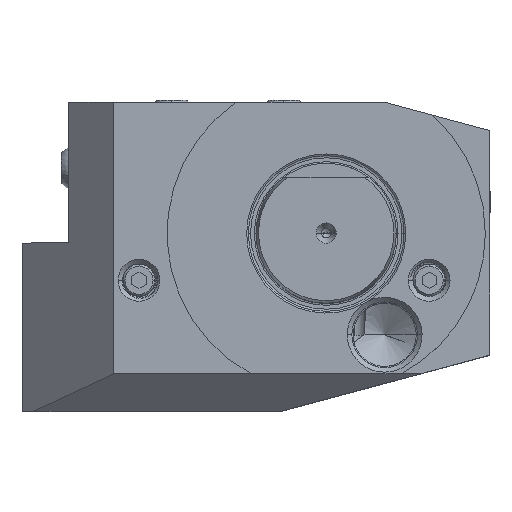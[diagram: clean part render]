
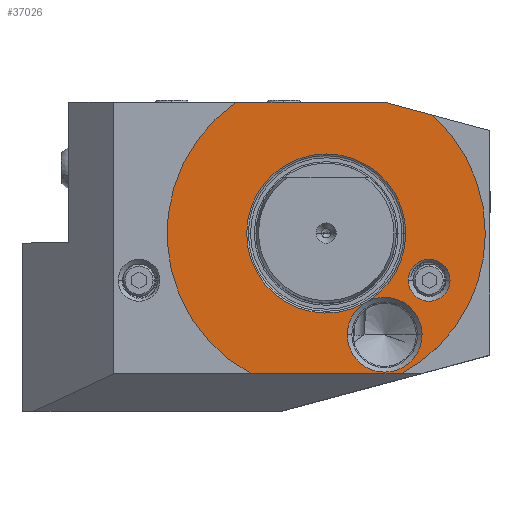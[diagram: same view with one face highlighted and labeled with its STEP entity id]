
A CAD part, top view. The second image highlights one B-rep face of the part: STEP entity #37026.
In plain terms, the highlighted planar face has unit normal (0, 0, 1).
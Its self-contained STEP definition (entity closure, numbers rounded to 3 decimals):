
#9719 = EDGE_CURVE ( 'NONE', #35235, #35211, #33777, .T. ) ;
#14247 = CARTESIAN_POINT ( 'NONE',  ( 3.595, 30.415, -55. ) ) ;
#14254 = DIRECTION ( 'NONE',  ( 0.966, -0.259, 0. ) ) ;
#14312 = DIRECTION ( 'NONE',  ( 1., 0., 0. ) ) ;
#14331 = CARTESIAN_POINT ( 'NONE',  ( 0., 28., -55. ) ) ;
#14375 = CARTESIAN_POINT ( 'NONE',  ( 12.49, -21.633, -55. ) ) ;
#14378 = DIRECTION ( 'NONE',  ( -1., 0., 0. ) ) ;
#14401 = DIRECTION ( 'NONE',  ( 0., 0., -1. ) ) ;
#14449 = DIRECTION ( 'NONE',  ( 0., 0., -1. ) ) ;
#14468 = CARTESIAN_POINT ( 'NONE',  ( 12.49, -21.633, -55. ) ) ;
#14471 = DIRECTION ( 'NONE',  ( -1., 0., 0. ) ) ;
#14475 = CARTESIAN_POINT ( 'NONE',  ( 0., -30., -55. ) ) ;
#14478 = DIRECTION ( 'NONE',  ( 1., 0., 0. ) ) ;
#14487 = DIRECTION ( 'NONE',  ( 0., 0., 1. ) ) ;
#14491 = DIRECTION ( 'NONE',  ( 1., 0., 0. ) ) ;
#14495 = CARTESIAN_POINT ( 'NONE',  ( 0., 0., -55. ) ) ;
#14499 = DIRECTION ( 'NONE',  ( 1., 0., 0. ) ) ;
#14508 = DIRECTION ( 'NONE',  ( 0., 0., 1. ) ) ;
#14513 = CARTESIAN_POINT ( 'NONE',  ( 0., 0., -55. ) ) ;
#14539 = DIRECTION ( 'NONE',  ( 0., 0., 1. ) ) ;
#14566 = CARTESIAN_POINT ( 'NONE',  ( 0., 0., -55. ) ) ;
#14569 = DIRECTION ( 'NONE',  ( 1., 0., 0. ) ) ;
#24168 = AXIS2_PLACEMENT_3D ( 'NONE', #38230, #38231, #38221 ) ;
#24170 = AXIS2_PLACEMENT_3D ( 'NONE', #38194, #38214, #38193 ) ;
#24179 = AXIS2_PLACEMENT_3D ( 'NONE', #38379, #38344, #38345 ) ;
#24195 = AXIS2_PLACEMENT_3D ( 'NONE', #38299, #38325, #38305 ) ;
#25062 = AXIS2_PLACEMENT_3D ( 'NONE', #43579, #43561, #43593 ) ;
#31726 = CARTESIAN_POINT ( 'NONE',  ( 4.49, -21.633, -55. ) ) ;
#31838 = CARTESIAN_POINT ( 'NONE',  ( 20.49, -21.633, -55. ) ) ;
#31892 = CARTESIAN_POINT ( 'NONE',  ( 8.901, -14.484, -55. ) ) ;
#31894 = CARTESIAN_POINT ( 'NONE',  ( 16., -30., -55. ) ) ;
#31908 = CARTESIAN_POINT ( 'NONE',  ( 17., 0., -55. ) ) ;
#31956 = CARTESIAN_POINT ( 'NONE',  ( 8.093, -14.95, -55. ) ) ;
#31978 = CARTESIAN_POINT ( 'NONE',  ( -17., 0., -55. ) ) ;
#33208 = CARTESIAN_POINT ( 'NONE',  ( 34., 0., -55. ) ) ;
#33777 = CIRCLE ( 'NONE', #45792, 4.475 ) ;
#33938 = EDGE_CURVE ( 'NONE', #35211, #35235, #46019, .T. ) ;
#33961 = EDGE_CURVE ( 'NONE', #35374, #35417, #45982, .T. ) ;
#34003 = EDGE_CURVE ( 'NONE', #35333, #35374, #46002, .T. ) ;
#34016 = EDGE_CURVE ( 'NONE', #57830, #57936, #45953, .T. ) ;
#34054 = EDGE_CURVE ( 'NONE', #57913, #57896, #46021, .T. ) ;
#34066 = EDGE_CURVE ( 'NONE', #35377, #57922, #46052, .T. ) ;
#34068 = EDGE_CURVE ( 'NONE', #57371, #35417, #46053, .T. ) ;
#34070 = EDGE_CURVE ( 'NONE', #57892, #57930, #46081, .T. ) ;
#34083 = EDGE_CURVE ( 'NONE', #35333, #35377, #46041, .T. ) ;
#34704 = EDGE_LOOP ( 'NONE', ( #63859, #63908, #63866, #63822, #63948, #63848 ) ) ;
#34713 = EDGE_LOOP ( 'NONE', ( #63708, #63775, #63799, #63896, #63901, #63882 ) ) ;
#34743 = EDGE_LOOP ( 'NONE', ( #63927, #63806 ) ) ;
#35211 = VERTEX_POINT ( 'NONE', #38020 ) ;
#35235 = VERTEX_POINT ( 'NONE', #38111 ) ;
#35333 = VERTEX_POINT ( 'NONE', #38150 ) ;
#35374 = VERTEX_POINT ( 'NONE', #38138 ) ;
#35377 = VERTEX_POINT ( 'NONE', #38167 ) ;
#35417 = VERTEX_POINT ( 'NONE', #38158 ) ;
#36096 = EDGE_CURVE ( 'NONE', #57913, #57892, #46768, .T. ) ;
#36107 = EDGE_CURVE ( 'NONE', #57930, #57936, #46872, .T. ) ;
#36136 = EDGE_CURVE ( 'NONE', #57896, #57830, #46895, .T. ) ;
#36151 = EDGE_CURVE ( 'NONE', #57922, #57371, #46976, .T. ) ;
#37026 = ADVANCED_FACE ( 'NONE', ( #39582, #39561, #39542 ), #43510, .F. ) ;
#38020 = CARTESIAN_POINT ( 'NONE',  ( 17.525, -10., -55. ) ) ;
#38111 = CARTESIAN_POINT ( 'NONE',  ( 26.475, -10., -55. ) ) ;
#38138 = CARTESIAN_POINT ( 'NONE',  ( 12.608, 28., -55. ) ) ;
#38150 = CARTESIAN_POINT ( 'NONE',  ( -19.287, 28., -55. ) ) ;
#38158 = CARTESIAN_POINT ( 'NONE',  ( 22.726, 25.289, -55. ) ) ;
#38167 = CARTESIAN_POINT ( 'NONE',  ( -16., -30., -55. ) ) ;
#38193 = DIRECTION ( 'NONE',  ( 1., 0., 0. ) ) ;
#38194 = CARTESIAN_POINT ( 'NONE',  ( 0., 0., -55. ) ) ;
#38214 = DIRECTION ( 'NONE',  ( 0., 0., 1. ) ) ;
#38221 = DIRECTION ( 'NONE',  ( 1., 0., 0. ) ) ;
#38230 = CARTESIAN_POINT ( 'NONE',  ( 0., 0., -55. ) ) ;
#38231 = DIRECTION ( 'NONE',  ( 0., 0., 1. ) ) ;
#38299 = CARTESIAN_POINT ( 'NONE',  ( 12.49, -21.633, -55. ) ) ;
#38305 = DIRECTION ( 'NONE',  ( -1., 0., 0. ) ) ;
#38325 = DIRECTION ( 'NONE',  ( 0., 0., -1. ) ) ;
#38344 = DIRECTION ( 'NONE',  ( 0., 0., 1. ) ) ;
#38345 = DIRECTION ( 'NONE',  ( 1., 0., 0. ) ) ;
#38379 = CARTESIAN_POINT ( 'NONE',  ( 0., 0., -55. ) ) ;
#39542 = FACE_OUTER_BOUND ( 'NONE', #34713, .T. ) ;
#39561 = FACE_BOUND ( 'NONE', #34704, .T. ) ;
#39582 = FACE_BOUND ( 'NONE', #34743, .T. ) ;
#43510 = PLANE ( 'NONE',  #25062 ) ;
#43561 = DIRECTION ( 'NONE',  ( 0., 0., -1. ) ) ;
#43579 = CARTESIAN_POINT ( 'NONE',  ( 0., 17., -55. ) ) ;
#43593 = DIRECTION ( 'NONE',  ( -1., 0., 0. ) ) ;
#45191 = AXIS2_PLACEMENT_3D ( 'NONE', #14468, #14449, #14471 ) ;
#45193 = AXIS2_PLACEMENT_3D ( 'NONE', #14566, #14539, #14569 ) ;
#45205 = AXIS2_PLACEMENT_3D ( 'NONE', #14495, #14487, #14499 ) ;
#45224 = AXIS2_PLACEMENT_3D ( 'NONE', #14513, #14508, #14491 ) ;
#45792 = AXIS2_PLACEMENT_3D ( 'NONE', #71827, #71846, #71852 ) ;
#45953 = CIRCLE ( 'NONE', #46147, 8. ) ;
#45954 = VECTOR ( 'NONE', #14312, 1000. ) ;
#45982 = LINE ( 'NONE', #14247, #46018 ) ;
#46002 = LINE ( 'NONE', #14331, #45954 ) ;
#46018 = VECTOR ( 'NONE', #14254, 1000. ) ;
#46019 = CIRCLE ( 'NONE', #46190, 4.475 ) ;
#46021 = CIRCLE ( 'NONE', #45191, 8. ) ;
#46035 = VECTOR ( 'NONE', #14478, 1000. ) ;
#46041 = CIRCLE ( 'NONE', #45193, 34. ) ;
#46052 = LINE ( 'NONE', #14475, #46035 ) ;
#46053 = CIRCLE ( 'NONE', #45205, 34. ) ;
#46081 = CIRCLE ( 'NONE', #45224, 17. ) ;
#46147 = AXIS2_PLACEMENT_3D ( 'NONE', #14375, #14401, #14378 ) ;
#46190 = AXIS2_PLACEMENT_3D ( 'NONE', #54444, #54448, #54450 ) ;
#46768 = CIRCLE ( 'NONE', #24170, 17. ) ;
#46872 = CIRCLE ( 'NONE', #24168, 17. ) ;
#46895 = CIRCLE ( 'NONE', #24195, 8. ) ;
#46976 = CIRCLE ( 'NONE', #24179, 34. ) ;
#54444 = CARTESIAN_POINT ( 'NONE',  ( 22., -10., -55. ) ) ;
#54448 = DIRECTION ( 'NONE',  ( 0., 0., -1. ) ) ;
#54450 = DIRECTION ( 'NONE',  ( -1., 0., 0. ) ) ;
#57371 = VERTEX_POINT ( 'NONE', #33208 ) ;
#57830 = VERTEX_POINT ( 'NONE', #31726 ) ;
#57892 = VERTEX_POINT ( 'NONE', #31908 ) ;
#57896 = VERTEX_POINT ( 'NONE', #31838 ) ;
#57913 = VERTEX_POINT ( 'NONE', #31892 ) ;
#57922 = VERTEX_POINT ( 'NONE', #31894 ) ;
#57930 = VERTEX_POINT ( 'NONE', #31978 ) ;
#57936 = VERTEX_POINT ( 'NONE', #31956 ) ;
#63708 = ORIENTED_EDGE ( 'NONE', *, *, #34083, .T. ) ;
#63775 = ORIENTED_EDGE ( 'NONE', *, *, #34066, .T. ) ;
#63799 = ORIENTED_EDGE ( 'NONE', *, *, #36151, .T. ) ;
#63806 = ORIENTED_EDGE ( 'NONE', *, *, #33938, .T. ) ;
#63822 = ORIENTED_EDGE ( 'NONE', *, *, #34016, .T. ) ;
#63848 = ORIENTED_EDGE ( 'NONE', *, *, #34070, .F. ) ;
#63859 = ORIENTED_EDGE ( 'NONE', *, *, #36096, .F. ) ;
#63866 = ORIENTED_EDGE ( 'NONE', *, *, #36136, .T. ) ;
#63882 = ORIENTED_EDGE ( 'NONE', *, *, #34003, .F. ) ;
#63896 = ORIENTED_EDGE ( 'NONE', *, *, #34068, .T. ) ;
#63901 = ORIENTED_EDGE ( 'NONE', *, *, #33961, .F. ) ;
#63908 = ORIENTED_EDGE ( 'NONE', *, *, #34054, .T. ) ;
#63927 = ORIENTED_EDGE ( 'NONE', *, *, #9719, .T. ) ;
#63948 = ORIENTED_EDGE ( 'NONE', *, *, #36107, .F. ) ;
#71827 = CARTESIAN_POINT ( 'NONE',  ( 22., -10., -55. ) ) ;
#71846 = DIRECTION ( 'NONE',  ( 0., 0., -1. ) ) ;
#71852 = DIRECTION ( 'NONE',  ( -1., 0., 0. ) ) ;
